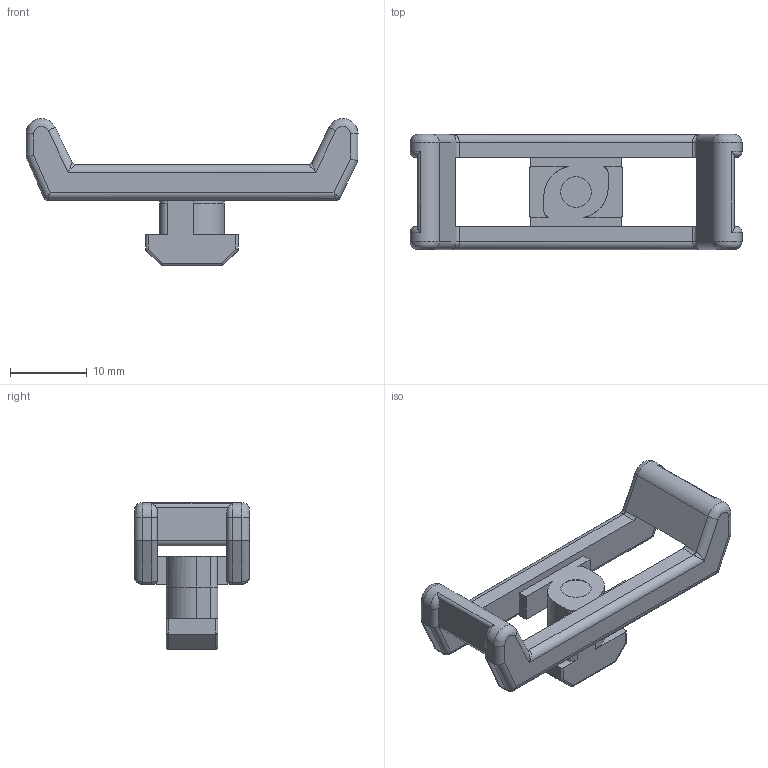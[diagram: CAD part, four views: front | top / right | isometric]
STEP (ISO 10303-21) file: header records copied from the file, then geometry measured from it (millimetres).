
FILE_DESCRIPTION(/* description */ (''),/* implementation_level */ '2;1');
FILE_NAME(/* name */ '66-130-0.step',/* time_stamp */ '2021-09-10T15:56:29-04:00',/* author */ (''),/* organization */ (''),/* preprocessor_version */ 'ST-DEVELOPER v18.1',/* originating_system */ 'Autodesk Translation Framework v10.10.0.1391',/* authorisation */ '');
FILE_SCHEMA (('AUTOMOTIVE_DESIGN { 1 0 10303 214 3 1 1 }'));
Length unit declared in the file: millimetre
Products named in the file (1): 66-130-0
Bounding box: 43.25 x 15 x 19.13 mm (x, y, z)
Volume: 2554.6 mm3; surface area: 2252 mm2
Topology: 1 solids, 1 shells, 128 faces, 331 edges, 194 vertices
Faces by surface type: cylinder 61, plane 47, bspline 16, torus 4
Full cylindrical faces by diameter (mm): 4 x1
Entity records: 4173 total; most frequent: CARTESIAN_POINT 1046, DIRECTION 659, ORIENTED_EDGE 646, EDGE_CURVE 323, AXIS2_PLACEMENT_3D 231, LINE 197, VECTOR 197, VERTEX_POINT 194
